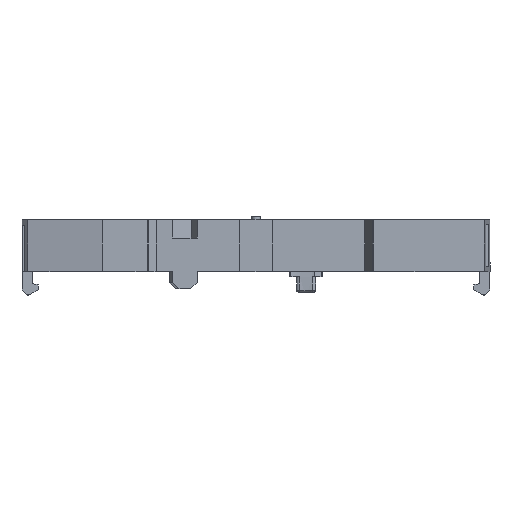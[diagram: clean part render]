
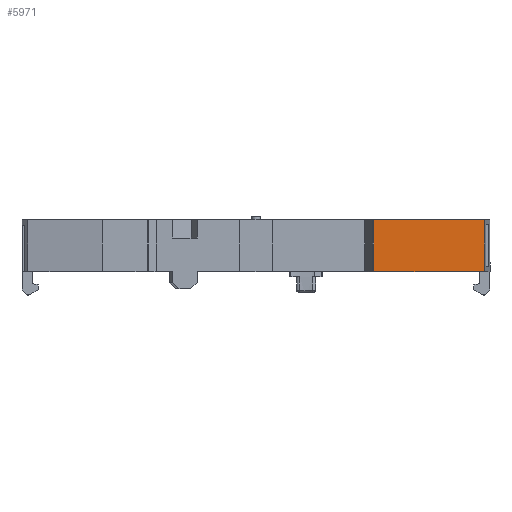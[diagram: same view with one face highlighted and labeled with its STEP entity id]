
A CAD part, front view. The second image highlights one B-rep face of the part: STEP entity #5971.
In plain terms, the highlighted planar face has unit normal (0, -1, 0).
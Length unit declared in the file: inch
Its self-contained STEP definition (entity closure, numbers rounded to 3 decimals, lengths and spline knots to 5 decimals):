
#376 = DIRECTION ( 'NONE',  ( 0., 0., 1. ) ) ;
#695 = LINE ( 'NONE', #6662, #13432 ) ;
#989 = DIRECTION ( 'NONE',  ( 1., 0., 0. ) ) ;
#1005 = DIRECTION ( 'NONE',  ( 0., 0., 1. ) ) ;
#1369 = ORIENTED_EDGE ( 'NONE', *, *, #9190, .F. ) ;
#2259 = EDGE_CURVE ( 'NONE', #7116, #7496, #15905, .T. ) ;
#2282 = CARTESIAN_POINT ( 'NONE',  ( 0.80319, 0.01969, -4.20885 ) ) ;
#2556 = CARTESIAN_POINT ( 'NONE',  ( 0.80319, 0.01969, 0.03937 ) ) ;
#2953 = ORIENTED_EDGE ( 'NONE', *, *, #2259, .T. ) ;
#4322 = AXIS2_PLACEMENT_3D ( 'NONE', #2282, #9925, #11300 ) ;
#5605 = CARTESIAN_POINT ( 'NONE',  ( 1.55512, 0.01969, -4.20885 ) ) ;
#5971 = ADVANCED_FACE ( 'NONE', ( #8544 ), #18933, .T. ) ;
#6155 = CARTESIAN_POINT ( 'NONE',  ( 0.80319, 0.01969, -4.20885 ) ) ;
#6284 = CARTESIAN_POINT ( 'NONE',  ( 0.80319, 0.01969, -0.31496 ) ) ;
#6411 = EDGE_CURVE ( 'NONE', #7116, #8935, #695, .T. ) ;
#6662 = CARTESIAN_POINT ( 'NONE',  ( 1.55512, 0.01969, -0.31496 ) ) ;
#6955 = LINE ( 'NONE', #2556, #13483 ) ;
#7116 = VERTEX_POINT ( 'NONE', #9763 ) ;
#7292 = VECTOR ( 'NONE', #1005, 39.37008 ) ;
#7496 = VERTEX_POINT ( 'NONE', #15421 ) ;
#7774 = EDGE_CURVE ( 'NONE', #8935, #16702, #13902, .T. ) ;
#8544 = FACE_OUTER_BOUND ( 'NONE', #18614, .T. ) ;
#8935 = VERTEX_POINT ( 'NONE', #6284 ) ;
#9190 = EDGE_CURVE ( 'NONE', #16702, #7496, #6955, .T. ) ;
#9763 = CARTESIAN_POINT ( 'NONE',  ( 1.55512, 0.01969, -0.31496 ) ) ;
#9925 = DIRECTION ( 'NONE',  ( 0., -1., 0. ) ) ;
#11300 = DIRECTION ( 'NONE',  ( 1., 0., 0. ) ) ;
#12069 = ORIENTED_EDGE ( 'NONE', *, *, #6411, .F. ) ;
#12203 = VECTOR ( 'NONE', #376, 39.37008 ) ;
#12692 = ORIENTED_EDGE ( 'NONE', *, *, #7774, .F. ) ;
#13189 = CARTESIAN_POINT ( 'NONE',  ( 0.80319, 0.01969, 0.03937 ) ) ;
#13432 = VECTOR ( 'NONE', #17346, 39.37008 ) ;
#13483 = VECTOR ( 'NONE', #989, 39.37008 ) ;
#13902 = LINE ( 'NONE', #6155, #12203 ) ;
#15421 = CARTESIAN_POINT ( 'NONE',  ( 1.55512, 0.01969, 0.03937 ) ) ;
#15905 = LINE ( 'NONE', #5605, #7292 ) ;
#16702 = VERTEX_POINT ( 'NONE', #13189 ) ;
#17346 = DIRECTION ( 'NONE',  ( -1., 0., 0. ) ) ;
#18614 = EDGE_LOOP ( 'NONE', ( #12692, #12069, #2953, #1369 ) ) ;
#18933 = PLANE ( 'NONE',  #4322 ) ;
